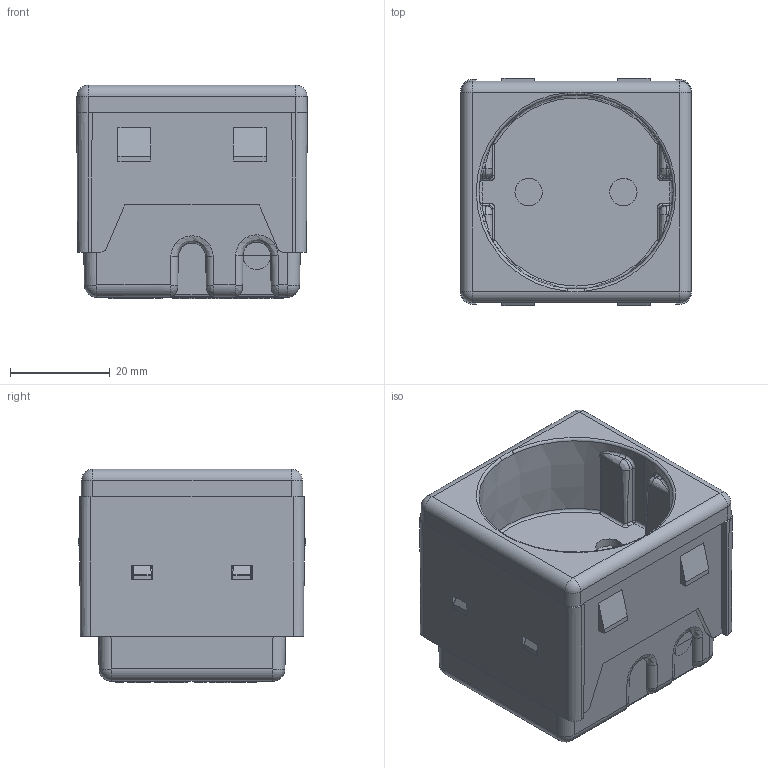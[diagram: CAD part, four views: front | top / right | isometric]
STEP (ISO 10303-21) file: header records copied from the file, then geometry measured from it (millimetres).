
FILE_DESCRIPTION(('CATIA V5 STEP Exchange','CAx-IF Rec.Pracs.--- Model Styling and Organization---1.4--- 2014-01-23'),'2;1');
FILE_NAME('GW20265 297.stp','2020-10-16T08:38:18+00:00',('none'),('none'),'CATIA Version 5-6 Release 2016 SP6','CATIA V5 STEP AP214','none');
FILE_SCHEMA(('AUTOMOTIVE_DESIGN { 1 0 10303 214 1 1 1 1 }'));
Products named in the file (1): GW20265 GW20297_AllCATPart
Bounding box: 46.2 x 45.6 x 42.8 mm (x, y, z)
Volume: 50305.7 mm3; surface area: 23671.6 mm2
Topology: 2 solids, 25 shells, 2097 faces, 5647 edges, 3652 vertices
Faces by surface type: plane 1685, cylinder 198, bspline 103, cone 42, sphere 35, torus 34
Entity records: 68938 total; most frequent: CARTESIAN_POINT 19281, ORIENTED_EDGE 11214, DIRECTION 8445, EDGE_CURVE 5607, VECTOR 4824, LINE 4824, VERTEX_POINT 3652, EDGE_LOOP 2205
